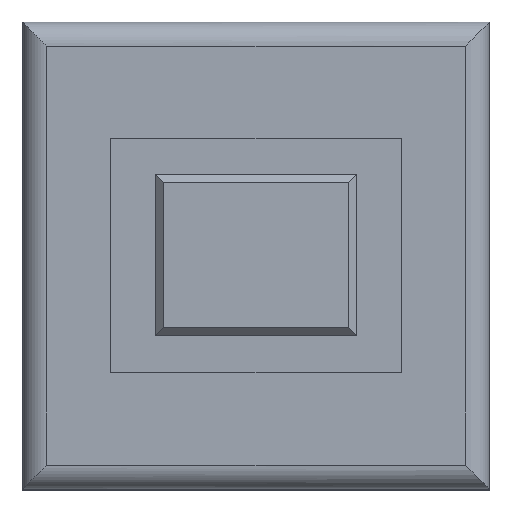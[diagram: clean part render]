
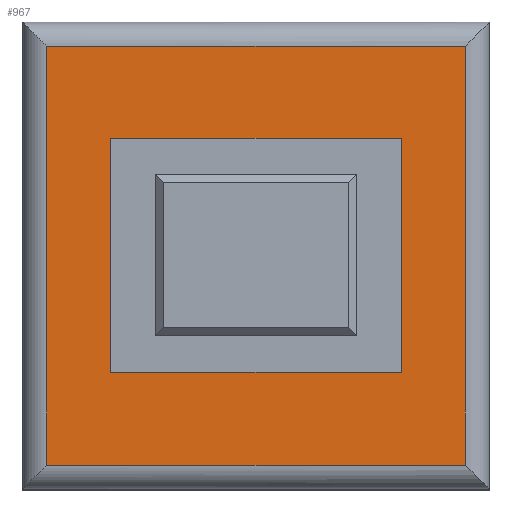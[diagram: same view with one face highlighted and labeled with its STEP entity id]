
A CAD part, top view. The second image highlights one B-rep face of the part: STEP entity #967.
In plain terms, the highlighted planar face has unit normal (0, 0, 1).
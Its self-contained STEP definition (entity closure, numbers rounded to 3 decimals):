
#75 = VERTEX_POINT ( 'NONE', #1236 ) ;
#82 = EDGE_CURVE ( 'NONE', #75, #914, #1277, .T. ) ;
#90 = EDGE_CURVE ( 'NONE', #96, #99, #1281, .T. ) ;
#96 = VERTEX_POINT ( 'NONE', #1216 ) ;
#99 = VERTEX_POINT ( 'NONE', #1226 ) ;
#125 = EDGE_CURVE ( 'NONE', #99, #127, #1367, .T. ) ;
#127 = VERTEX_POINT ( 'NONE', #1365 ) ;
#914 = VERTEX_POINT ( 'NONE', #2703 ) ;
#929 = EDGE_CURVE ( 'NONE', #914, #1046, #2747, .T. ) ;
#939 = ORIENTED_EDGE ( 'NONE', *, *, #1044, .F. ) ;
#943 = EDGE_LOOP ( 'NONE', ( #966, #1006, #982, #965, #939, #979, #1042, #973 ) ) ;
#945 = VERTEX_POINT ( 'NONE', #2723 ) ;
#950 = VERTEX_POINT ( 'NONE', #2755 ) ;
#955 = VERTEX_POINT ( 'NONE', #2753 ) ;
#964 = EDGE_CURVE ( 'NONE', #981, #945, #2799, .T. ) ;
#965 = ORIENTED_EDGE ( 'NONE', *, *, #90, .F. ) ;
#966 = ORIENTED_EDGE ( 'NONE', *, *, #82, .F. ) ;
#967 = ADVANCED_FACE ( 'NONE', ( #2795, #2794 ), #2779, .F. ) ;
#969 = EDGE_CURVE ( 'NONE', #1020, #955, #2774, .T. ) ;
#970 = EDGE_CURVE ( 'NONE', #945, #1020, #2831, .T. ) ;
#972 = EDGE_CURVE ( 'NONE', #950, #1045, #2827, .T. ) ;
#973 = ORIENTED_EDGE ( 'NONE', *, *, #929, .F. ) ;
#976 = EDGE_LOOP ( 'NONE', ( #991, #997, #1021, #1007 ) ) ;
#979 = ORIENTED_EDGE ( 'NONE', *, *, #972, .F. ) ;
#981 = VERTEX_POINT ( 'NONE', #2822 ) ;
#982 = ORIENTED_EDGE ( 'NONE', *, *, #125, .F. ) ;
#991 = ORIENTED_EDGE ( 'NONE', *, *, #970, .T. ) ;
#992 = EDGE_CURVE ( 'NONE', #127, #75, #2817, .T. ) ;
#996 = EDGE_CURVE ( 'NONE', #955, #981, #2813, .T. ) ;
#997 = ORIENTED_EDGE ( 'NONE', *, *, #969, .T. ) ;
#1006 = ORIENTED_EDGE ( 'NONE', *, *, #992, .F. ) ;
#1007 = ORIENTED_EDGE ( 'NONE', *, *, #964, .T. ) ;
#1020 = VERTEX_POINT ( 'NONE', #2805 ) ;
#1021 = ORIENTED_EDGE ( 'NONE', *, *, #996, .T. ) ;
#1042 = ORIENTED_EDGE ( 'NONE', *, *, #1043, .F. ) ;
#1043 = EDGE_CURVE ( 'NONE', #1046, #950, #2803, .T. ) ;
#1044 = EDGE_CURVE ( 'NONE', #1045, #96, #2855, .T. ) ;
#1045 = VERTEX_POINT ( 'NONE', #2851 ) ;
#1046 = VERTEX_POINT ( 'NONE', #2850 ) ;
#1216 = CARTESIAN_POINT ( 'NONE',  ( -1.8, 1.15, 5. ) ) ;
#1226 = CARTESIAN_POINT ( 'NONE',  ( -1.8, -1.15, 5. ) ) ;
#1236 = CARTESIAN_POINT ( 'NONE',  ( 1.8, -1.45, 5. ) ) ;
#1274 = DIRECTION ( 'NONE',  ( 0., 1., 0. ) ) ;
#1275 = VECTOR ( 'NONE', #1274, 1000. ) ;
#1276 = CARTESIAN_POINT ( 'NONE',  ( 1.8, -1.45, 5. ) ) ;
#1277 = LINE ( 'NONE', #1276, #1275 ) ;
#1278 = DIRECTION ( 'NONE',  ( 0., -1., 0. ) ) ;
#1279 = VECTOR ( 'NONE', #1278, 1000. ) ;
#1280 = CARTESIAN_POINT ( 'NONE',  ( -1.8, -1.45, 5. ) ) ;
#1281 = LINE ( 'NONE', #1280, #1279 ) ;
#1362 = VECTOR ( 'NONE', #1366, 1000. ) ;
#1363 = CARTESIAN_POINT ( 'NONE',  ( -1.8, -1.45, 5. ) ) ;
#1365 = CARTESIAN_POINT ( 'NONE',  ( -1.8, -1.45, 5. ) ) ;
#1366 = DIRECTION ( 'NONE',  ( 0., -1., 0. ) ) ;
#1367 = LINE ( 'NONE', #1363, #1362 ) ;
#2703 = CARTESIAN_POINT ( 'NONE',  ( 1.8, -1.15, 5. ) ) ;
#2723 = CARTESIAN_POINT ( 'NONE',  ( 2.6, -2.6, 5. ) ) ;
#2744 = DIRECTION ( 'NONE',  ( 0., 1., 0. ) ) ;
#2745 = VECTOR ( 'NONE', #2744, 1000. ) ;
#2746 = CARTESIAN_POINT ( 'NONE',  ( 1.8, -1.45, 5. ) ) ;
#2747 = LINE ( 'NONE', #2746, #2745 ) ;
#2753 = CARTESIAN_POINT ( 'NONE',  ( -2.6, 2.6, 5. ) ) ;
#2755 = CARTESIAN_POINT ( 'NONE',  ( 1.8, 1.45, 5. ) ) ;
#2771 = DIRECTION ( 'NONE',  ( -1., 0., 0. ) ) ;
#2772 = VECTOR ( 'NONE', #2771, 1000. ) ;
#2773 = CARTESIAN_POINT ( 'NONE',  ( 2.9, 2.6, 5. ) ) ;
#2774 = LINE ( 'NONE', #2773, #2772 ) ;
#2775 = DIRECTION ( 'NONE',  ( -1., 0., 0. ) ) ;
#2776 = DIRECTION ( 'NONE',  ( 0., 0., -1. ) ) ;
#2777 = CARTESIAN_POINT ( 'NONE',  ( 2.9, 2.9, 5. ) ) ;
#2778 = AXIS2_PLACEMENT_3D ( 'NONE', #2777, #2776, #2775 ) ;
#2779 = PLANE ( 'NONE',  #2778 ) ;
#2794 = FACE_BOUND ( 'NONE', #943, .T. ) ;
#2795 = FACE_OUTER_BOUND ( 'NONE', #976, .T. ) ;
#2796 = DIRECTION ( 'NONE',  ( 1., 0., 0. ) ) ;
#2797 = VECTOR ( 'NONE', #2796, 1000. ) ;
#2798 = CARTESIAN_POINT ( 'NONE',  ( 2.9, -2.6, 5. ) ) ;
#2799 = LINE ( 'NONE', #2798, #2797 ) ;
#2800 = DIRECTION ( 'NONE',  ( 0., 1., 0. ) ) ;
#2801 = VECTOR ( 'NONE', #2800, 1000. ) ;
#2802 = CARTESIAN_POINT ( 'NONE',  ( 1.8, -1.45, 5. ) ) ;
#2803 = LINE ( 'NONE', #2802, #2801 ) ;
#2805 = CARTESIAN_POINT ( 'NONE',  ( 2.6, 2.6, 5. ) ) ;
#2810 = DIRECTION ( 'NONE',  ( 0., -1., 0. ) ) ;
#2811 = VECTOR ( 'NONE', #2810, 1000. ) ;
#2812 = CARTESIAN_POINT ( 'NONE',  ( -2.6, 2.9, 5. ) ) ;
#2813 = LINE ( 'NONE', #2812, #2811 ) ;
#2814 = DIRECTION ( 'NONE',  ( 1., 0., 0. ) ) ;
#2815 = VECTOR ( 'NONE', #2814, 1000. ) ;
#2816 = CARTESIAN_POINT ( 'NONE',  ( -1.8, -1.45, 5. ) ) ;
#2817 = LINE ( 'NONE', #2816, #2815 ) ;
#2822 = CARTESIAN_POINT ( 'NONE',  ( -2.6, -2.6, 5. ) ) ;
#2824 = DIRECTION ( 'NONE',  ( -1., 0., 0. ) ) ;
#2825 = VECTOR ( 'NONE', #2824, 1000. ) ;
#2826 = CARTESIAN_POINT ( 'NONE',  ( -1.8, 1.45, 5. ) ) ;
#2827 = LINE ( 'NONE', #2826, #2825 ) ;
#2828 = DIRECTION ( 'NONE',  ( 0., 1., 0. ) ) ;
#2829 = VECTOR ( 'NONE', #2828, 1000. ) ;
#2830 = CARTESIAN_POINT ( 'NONE',  ( 2.6, 2.9, 5. ) ) ;
#2831 = LINE ( 'NONE', #2830, #2829 ) ;
#2850 = CARTESIAN_POINT ( 'NONE',  ( 1.8, 1.15, 5. ) ) ;
#2851 = CARTESIAN_POINT ( 'NONE',  ( -1.8, 1.45, 5. ) ) ;
#2852 = DIRECTION ( 'NONE',  ( 0., -1., 0. ) ) ;
#2853 = VECTOR ( 'NONE', #2852, 1000. ) ;
#2854 = CARTESIAN_POINT ( 'NONE',  ( -1.8, -1.45, 5. ) ) ;
#2855 = LINE ( 'NONE', #2854, #2853 ) ;
